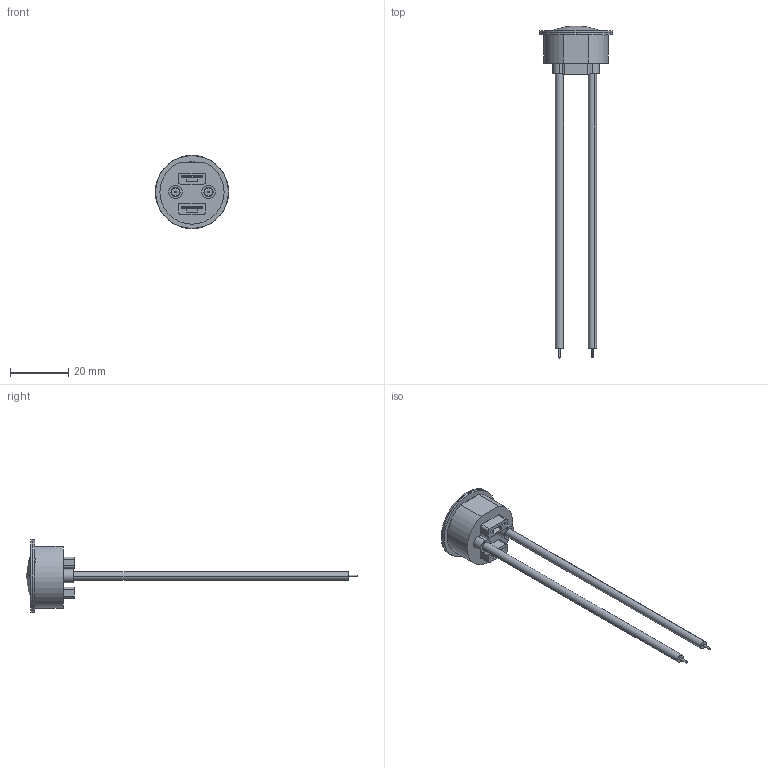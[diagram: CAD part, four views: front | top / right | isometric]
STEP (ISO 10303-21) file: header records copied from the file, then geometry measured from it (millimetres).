
FILE_DESCRIPTION (( 'STEP AP214' ), '1' );
FILE_NAME ('2620_2622_Series.STEP', '2019-05-13T17:13:43', ( 'user' ), ( 'Microsoft' ), 'SwSTEP 2.0', 'SolidWorks 2018', '' );
FILE_SCHEMA (( 'AUTOMOTIVE_DESIGN' ));
Length unit declared in the file: inch
Products named in the file (4): 2620_2622_Series; _22 AWG PVC Straight Wire_WP23927BK_04"; E35062-A; D31233-xx -C11911
Assembly tree (4 placements, depth 2):
  2620_2622_Series
    D31233-xx -C11911
    E35062-A
    _22 AWG PVC Straight Wire_WP23927BK_04"  x2
Bounding box: 25.25 x 114.18 x 25.25 mm (x, y, z)
Volume: 3345.1 mm3; surface area: 5941 mm2
Topology: 4 solids, 4 shells, 263 faces, 582 edges, 374 vertices
Faces by surface type: plane 111, cone 84, cylinder 51, torus 12, sphere 5
Entity records: 7409 total; most frequent: DIRECTION 1351, CARTESIAN_POINT 1271, ORIENTED_EDGE 1124, EDGE_CURVE 562, AXIS2_PLACEMENT_3D 544, VERTEX_POINT 362, EDGE_LOOP 308, CIRCLE 284
